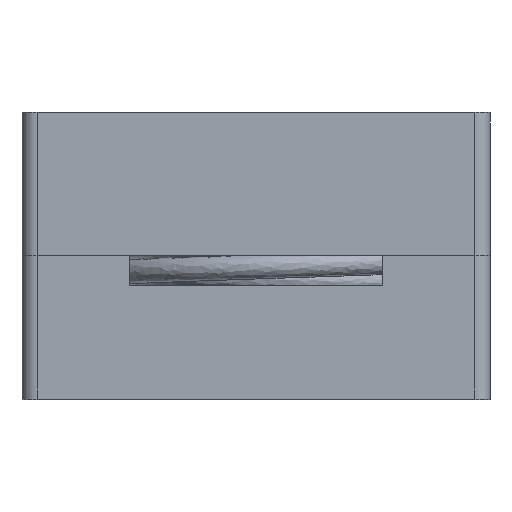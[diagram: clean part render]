
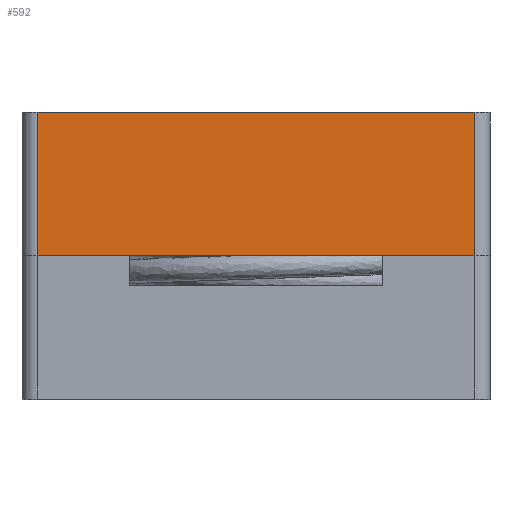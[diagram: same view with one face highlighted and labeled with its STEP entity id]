
A CAD part, top view. The second image highlights one B-rep face of the part: STEP entity #592.
In plain terms, the highlighted planar face has unit normal (0, 0, 1).
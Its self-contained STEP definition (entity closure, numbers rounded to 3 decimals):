
#592 = ADVANCED_FACE( '', ( #1172 ), #1173, .T. );
#1172 = FACE_OUTER_BOUND( '', #2328, .T. );
#1173 = PLANE( '', #2329 );
#2328 = EDGE_LOOP( '', ( #4126, #4127, #4128, #4129 ) );
#2329 = AXIS2_PLACEMENT_3D( '', #4130, #4131, #4132 );
#4126 = ORIENTED_EDGE( '', *, *, #5056, .F. );
#4127 = ORIENTED_EDGE( '', *, *, #4921, .T. );
#4128 = ORIENTED_EDGE( '', *, *, #4955, .T. );
#4129 = ORIENTED_EDGE( '', *, *, #4696, .T. );
#4130 = CARTESIAN_POINT( '', ( -15.5, -9.5, 36. ) );
#4131 = DIRECTION( '', ( 0., 0., 1. ) );
#4132 = DIRECTION( '', ( 1., 0., 0. ) );
#4696 = EDGE_CURVE( '', #5388, #5392, #5394, .T. );
#4921 = EDGE_CURVE( '', #5733, #5730, #5734, .F. );
#4955 = EDGE_CURVE( '', #5730, #5388, #5782, .T. );
#5056 = EDGE_CURVE( '', #5733, #5392, #5922, .T. );
#5388 = VERTEX_POINT( '', #6495 );
#5392 = VERTEX_POINT( '', #6500 );
#5394 = LINE( '', #6502, #6503 );
#5730 = VERTEX_POINT( '', #7325 );
#5733 = VERTEX_POINT( '', #7328 );
#5734 = LINE( '', #7329, #7330 );
#5782 = LINE( '', #7429, #7430 );
#5922 = LINE( '', #7713, #7714 );
#6495 = CARTESIAN_POINT( '', ( 14.5, -9.5, 36. ) );
#6500 = CARTESIAN_POINT( '', ( 14.5, 0., 36. ) );
#6502 = CARTESIAN_POINT( '', ( 14.5, -9.5, 36. ) );
#6503 = VECTOR( '', #7990, 1000. );
#7325 = CARTESIAN_POINT( '', ( -14.5, -9.5, 36. ) );
#7328 = CARTESIAN_POINT( '', ( -14.5, 0., 36. ) );
#7329 = CARTESIAN_POINT( '', ( -14.5, -9.5, 36. ) );
#7330 = VECTOR( '', #8144, 1000. );
#7429 = CARTESIAN_POINT( '', ( -15.5, -9.5, 36. ) );
#7430 = VECTOR( '', #8165, 1000. );
#7713 = CARTESIAN_POINT( '', ( -15.5, 0., 36. ) );
#7714 = VECTOR( '', #8240, 1000. );
#7990 = DIRECTION( '', ( 0., 1., 0. ) );
#8144 = DIRECTION( '', ( 0., 1., 0. ) );
#8165 = DIRECTION( '', ( 1., 0., 0. ) );
#8240 = DIRECTION( '', ( 1., 0., 0. ) );
